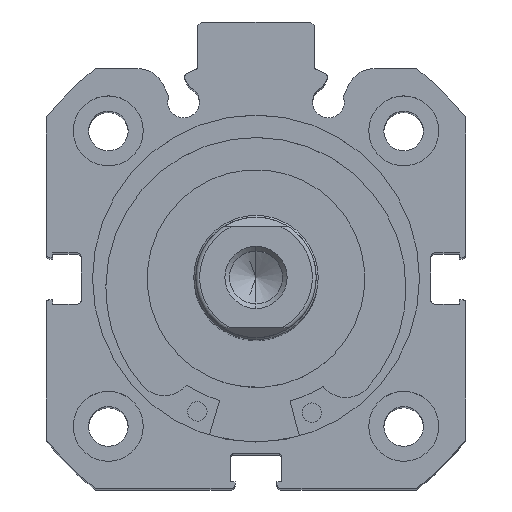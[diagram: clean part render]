
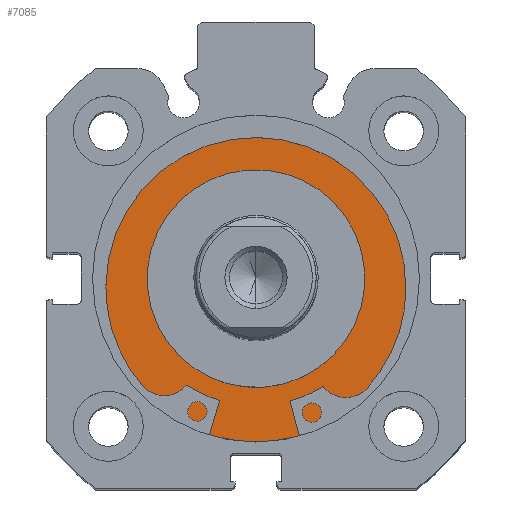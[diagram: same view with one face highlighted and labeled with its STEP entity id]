
A CAD part, top view. The second image highlights one B-rep face of the part: STEP entity #7085.
In plain terms, the highlighted face is planar.
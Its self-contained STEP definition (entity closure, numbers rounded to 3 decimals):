
#118 = ORIENTED_EDGE ( 'NONE', *, *, #6731, .T. ) ;
#145 = EDGE_LOOP ( 'NONE', ( #159, #198 ) ) ;
#159 = ORIENTED_EDGE ( 'NONE', *, *, #6776, .F. ) ;
#198 = ORIENTED_EDGE ( 'NONE', *, *, #6761, .F. ) ;
#236 = EDGE_LOOP ( 'NONE', ( #118, #238 ) ) ;
#238 = ORIENTED_EDGE ( 'NONE', *, *, #6883, .T. ) ;
#797 = FACE_BOUND ( 'NONE', #145, .T. ) ;
#802 = FACE_OUTER_BOUND ( 'NONE', #236, .T. ) ;
#1449 = CARTESIAN_POINT ( 'NONE',  ( 3.5, 21., 0. ) ) ;
#1450 = PLANE ( 'NONE',  #3404 ) ;
#1451 = DIRECTION ( 'NONE',  ( 1., 0., 0. ) ) ;
#1452 = DIRECTION ( 'NONE',  ( 0., 0., -1. ) ) ;
#1820 = CARTESIAN_POINT ( 'NONE',  ( 3.5, 0., -21. ) ) ;
#1919 = CARTESIAN_POINT ( 'NONE',  ( 3.5, 0., 14. ) ) ;
#1953 = CARTESIAN_POINT ( 'NONE',  ( 3.5, 0., 21. ) ) ;
#2343 = CARTESIAN_POINT ( 'NONE',  ( 3.5, 0., -14. ) ) ;
#3183 = AXIS2_PLACEMENT_3D ( 'NONE', #5114, #5115, #5116 ) ;
#3205 = AXIS2_PLACEMENT_3D ( 'NONE', #5191, #5197, #5198 ) ;
#3215 = AXIS2_PLACEMENT_3D ( 'NONE', #5236, #5238, #5239 ) ;
#3264 = AXIS2_PLACEMENT_3D ( 'NONE', #5518, #5523, #5524 ) ;
#3404 = AXIS2_PLACEMENT_3D ( 'NONE', #1449, #1451, #1452 ) ;
#4435 = CIRCLE ( 'NONE', #3183, 21. ) ;
#4471 = CIRCLE ( 'NONE', #3205, 14. ) ;
#4494 = CIRCLE ( 'NONE', #3215, 14. ) ;
#4644 = CIRCLE ( 'NONE', #3264, 21. ) ;
#5114 = CARTESIAN_POINT ( 'NONE',  ( 3.5, 0., 0. ) ) ;
#5115 = DIRECTION ( 'NONE',  ( -1., 0., 0. ) ) ;
#5116 = DIRECTION ( 'NONE',  ( 0., 0., 1. ) ) ;
#5191 = CARTESIAN_POINT ( 'NONE',  ( 3.5, 0., 0. ) ) ;
#5197 = DIRECTION ( 'NONE',  ( -1., 0., 0. ) ) ;
#5198 = DIRECTION ( 'NONE',  ( 0., 0., 1. ) ) ;
#5236 = CARTESIAN_POINT ( 'NONE',  ( 3.5, 0., 0. ) ) ;
#5238 = DIRECTION ( 'NONE',  ( -1., 0., 0. ) ) ;
#5239 = DIRECTION ( 'NONE',  ( 0., 0., 1. ) ) ;
#5518 = CARTESIAN_POINT ( 'NONE',  ( 3.5, 0., 0. ) ) ;
#5523 = DIRECTION ( 'NONE',  ( -1., 0., 0. ) ) ;
#5524 = DIRECTION ( 'NONE',  ( 0., 0., 1. ) ) ;
#6731 = EDGE_CURVE ( 'NONE', #7329, #7210, #4435, .T. ) ;
#6761 = EDGE_CURVE ( 'NONE', #7612, #7295, #4471, .T. ) ;
#6776 = EDGE_CURVE ( 'NONE', #7295, #7612, #4494, .T. ) ;
#6883 = EDGE_CURVE ( 'NONE', #7210, #7329, #4644, .T. ) ;
#7085 = ADVANCED_FACE ( 'NONE', ( #797, #802 ), #1450, .F. ) ;
#7210 = VERTEX_POINT ( 'NONE', #1820 ) ;
#7295 = VERTEX_POINT ( 'NONE', #1919 ) ;
#7329 = VERTEX_POINT ( 'NONE', #1953 ) ;
#7612 = VERTEX_POINT ( 'NONE', #2343 ) ;
